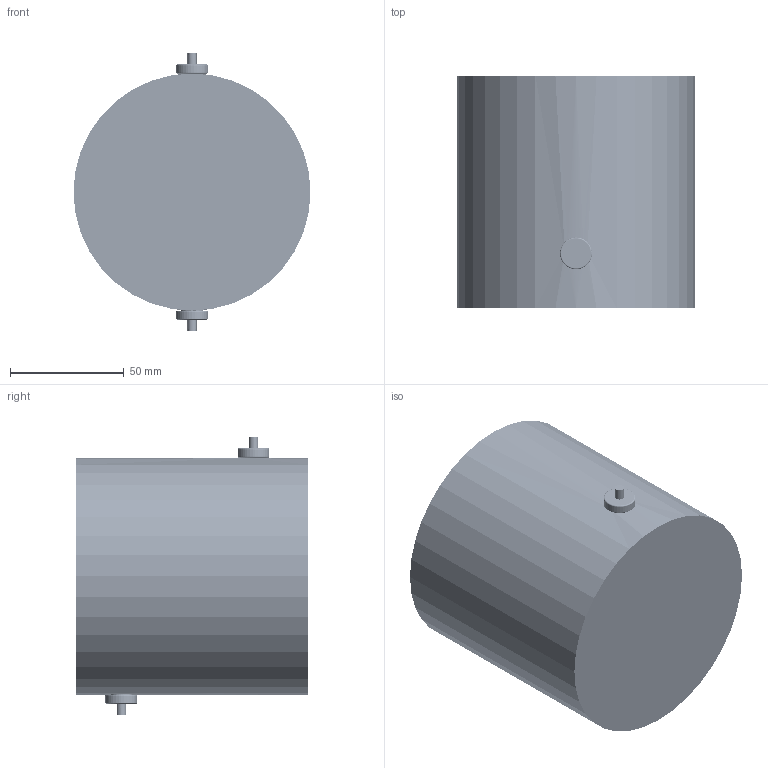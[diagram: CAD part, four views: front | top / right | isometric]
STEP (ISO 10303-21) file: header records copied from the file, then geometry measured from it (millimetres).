
FILE_DESCRIPTION (( 'STEP AP214' ), '1' );
FILE_NAME ('发酵罐内胆壁装配.STEP', '2025-09-28T13:21:21', ( '' ), ( '' ), 'SwSTEP 2.0', 'SolidWorks 2024', '' );
FILE_SCHEMA (( 'AUTOMOTIVE_DESIGN' ));
Length unit declared in the file: millimetre
Products named in the file (10): QC╱T 408-1999[Q701B 弯颈式滑脂嘴Q701B90]_MirrorQ701B90; QC╱T 408-1999[Q701B 弯颈式滑脂嘴Q701B90]_接头体_30; QC╱T 408-1999[Q701B 弯颈式滑脂嘴Q701B90]_Q700B 直通式滑脂嘴_ZM6; 肩型金属垫圈[WMGSKN5-H7-d3-T2-L5]_WMGSKN5-H7-d3-T2-L5; QC╱T 408-1999[Q701B 弯颈式滑脂嘴Q701B90]_Q701B90; 发酵罐内胆壁装配; 发酵罐内胆壁1; QC╱T 408-1999[Q701B 弯颈式滑脂嘴Q701B90]_接头体_Mirror30; QC╱T 408-1999[Q701B 弯颈式滑脂嘴Q701B90]_Q700B 直通式滑脂嘴_MirrorZM6; 发酵内胆壁2_默认<按加工>
Assembly tree (45 placements, depth 3):
  发酵罐内胆壁装配
    发酵罐内胆壁1
    发酵内胆壁2_默认<按加工>
    QC╱T 408-1999[Q701B 弯颈式滑脂嘴Q701B90]_Q701B90  x20
      QC╱T 408-1999[Q701B 弯颈式滑脂嘴Q701B90]_接头体_30
      QC╱T 408-1999[Q701B 弯颈式滑脂嘴Q701B90]_Q700B 直通式滑脂嘴_ZM6
    QC╱T 408-1999[Q701B 弯颈式滑脂嘴Q701B90]_MirrorQ701B90  x17
      QC╱T 408-1999[Q701B 弯颈式滑脂嘴Q701B90]_接头体_Mirror30
      QC╱T 408-1999[Q701B 弯颈式滑脂嘴Q701B90]_Q700B 直通式滑脂嘴_MirrorZM6
    肩型金属垫圈[WMGSKN5-H7-d3-T2-L5]_WMGSKN5-H7-d3-T2-L5  x2
Bounding box: 104 x 102 x 121.95 mm (x, y, z)
Volume: 119927.4 mm3; surface area: 121176.5 mm2
Topology: 140 solids, 140 shells, 3867 faces, 8947 edges, 5169 vertices
Faces by surface type: cone 1776, plane 843, torus 646, cylinder 452, sphere 148, bspline 2
Entity records: 20635 total; most frequent: CARTESIAN_POINT 6464, DIRECTION 2888, ORIENTED_EDGE 2814, EDGE_CURVE 1407, AXIS2_PLACEMENT_3D 1244, VERTEX_POINT 871, CIRCLE 632, EDGE_LOOP 622
